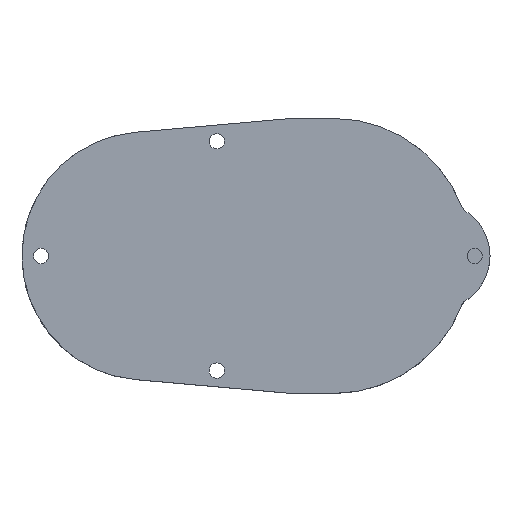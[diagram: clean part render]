
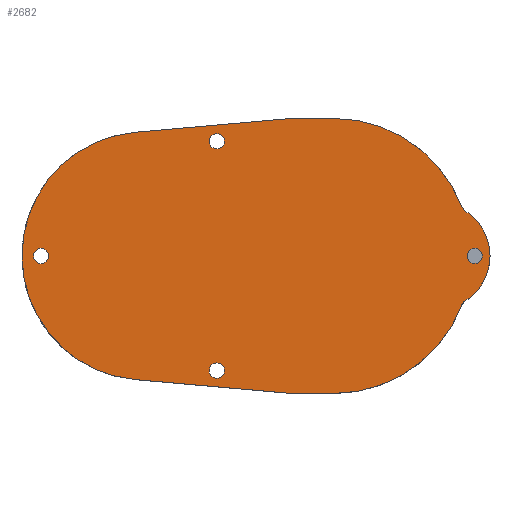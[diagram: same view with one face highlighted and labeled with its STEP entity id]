
A CAD part, top view. The second image highlights one B-rep face of the part: STEP entity #2682.
In plain terms, the highlighted planar face has unit normal (0, 0, 1).
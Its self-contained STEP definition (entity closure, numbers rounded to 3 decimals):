
#2158=CARTESIAN_POINT('',(0.,-36.,7.));
#2159=VERTEX_POINT('',#2158);
#2166=CARTESIAN_POINT('',(-11.,-36.,7.));
#2167=VERTEX_POINT('',#2166);
#2168=CARTESIAN_POINT('',(0.,-36.,7.));
#2169=DIRECTION('',(-1.,0.,0.));
#2170=VECTOR('',#2169,11.);
#2171=LINE('',#2168,#2170);
#2172=EDGE_CURVE('',#2159,#2167,#2171,.T.);
#2197=CARTESIAN_POINT('',(33.632,-12.842,7.));
#2198=VERTEX_POINT('',#2197);
#2205=CARTESIAN_POINT('',(0.,0.,7.));
#2206=DIRECTION('',(0.,0.,1.));
#2207=DIRECTION('',(1.,0.,-0.));
#2208=AXIS2_PLACEMENT_3D('',#2205,#2206,#2207);
#2209=CIRCLE('',#2208,36.);
#2210=EDGE_CURVE('',#2159,#2198,#2209,.T.);
#2232=CARTESIAN_POINT('',(34.438,11.861,7.));
#2233=VERTEX_POINT('',#2232);
#2240=CARTESIAN_POINT('',(34.438,-11.861,7.));
#2241=VERTEX_POINT('',#2240);
#2242=CARTESIAN_POINT('',(27.,0.,7.));
#2243=DIRECTION('',(0.,0.,1.));
#2244=DIRECTION('',(1.,0.,-0.));
#2245=AXIS2_PLACEMENT_3D('',#2242,#2243,#2244);
#2246=CIRCLE('',#2245,14.);
#2247=EDGE_CURVE('',#2241,#2233,#2246,.T.);
#2263=CARTESIAN_POINT('',(33.632,12.842,7.));
#2264=VERTEX_POINT('',#2263);
#2265=CARTESIAN_POINT('',(0.,36.,7.));
#2266=VERTEX_POINT('',#2265);
#2267=CARTESIAN_POINT('',(0.,0.,7.));
#2268=DIRECTION('',(0.,0.,1.));
#2269=DIRECTION('',(1.,0.,-0.));
#2270=AXIS2_PLACEMENT_3D('',#2267,#2268,#2269);
#2271=CIRCLE('',#2270,36.);
#2272=EDGE_CURVE('',#2264,#2266,#2271,.T.);
#2313=CARTESIAN_POINT('',(-11.,36.,7.));
#2314=VERTEX_POINT('',#2313);
#2321=CARTESIAN_POINT('',(0.,36.,7.));
#2322=DIRECTION('',(-1.,0.,0.));
#2323=VECTOR('',#2322,11.);
#2324=LINE('',#2321,#2323);
#2325=EDGE_CURVE('',#2266,#2314,#2324,.T.);
#2344=CARTESIAN_POINT('',(-51.873,32.373,7.));
#2345=VERTEX_POINT('',#2344);
#2352=CARTESIAN_POINT('',(-11.,36.,7.));
#2353=DIRECTION('',(-0.996,-0.088,0.));
#2354=VECTOR('',#2353,41.034);
#2355=LINE('',#2352,#2354);
#2356=EDGE_CURVE('',#2314,#2345,#2355,.T.);
#2369=CARTESIAN_POINT('',(-81.5,-0.,7.));
#2370=VERTEX_POINT('',#2369);
#2377=CARTESIAN_POINT('',(-49.,-0.,7.));
#2378=DIRECTION('',(0.,0.,1.));
#2379=DIRECTION('',(1.,0.,-0.));
#2380=AXIS2_PLACEMENT_3D('',#2377,#2378,#2379);
#2381=CIRCLE('',#2380,32.5);
#2382=EDGE_CURVE('',#2345,#2370,#2381,.T.);
#2402=CARTESIAN_POINT('',(35.,0.,7.));
#2403=VERTEX_POINT('',#2402);
#2427=CARTESIAN_POINT('',(39.,0.,7.));
#2428=VERTEX_POINT('',#2427);
#2429=CARTESIAN_POINT('',(37.,0.,7.));
#2430=DIRECTION('',(0.,0.,1.));
#2431=DIRECTION('',(1.,0.,-0.));
#2432=AXIS2_PLACEMENT_3D('',#2429,#2430,#2431);
#2433=CIRCLE('',#2432,2.);
#2434=EDGE_CURVE('',#2403,#2428,#2433,.T.);
#2436=CARTESIAN_POINT('',(37.,0.,7.));
#2437=DIRECTION('',(0.,0.,1.));
#2438=DIRECTION('',(1.,0.,-0.));
#2439=AXIS2_PLACEMENT_3D('',#2436,#2437,#2438);
#2440=CIRCLE('',#2439,2.);
#2441=EDGE_CURVE('',#2428,#2403,#2440,.T.);
#2453=CARTESIAN_POINT('',(-32.5,30.,7.));
#2454=VERTEX_POINT('',#2453);
#2478=CARTESIAN_POINT('',(-28.5,30.,7.));
#2479=VERTEX_POINT('',#2478);
#2480=CARTESIAN_POINT('',(-30.5,30.,7.));
#2481=DIRECTION('',(0.,0.,1.));
#2482=DIRECTION('',(1.,0.,-0.));
#2483=AXIS2_PLACEMENT_3D('',#2480,#2481,#2482);
#2484=CIRCLE('',#2483,2.);
#2485=EDGE_CURVE('',#2454,#2479,#2484,.T.);
#2487=CARTESIAN_POINT('',(-30.5,30.,7.));
#2488=DIRECTION('',(0.,0.,1.));
#2489=DIRECTION('',(1.,0.,-0.));
#2490=AXIS2_PLACEMENT_3D('',#2487,#2488,#2489);
#2491=CIRCLE('',#2490,2.);
#2492=EDGE_CURVE('',#2479,#2454,#2491,.T.);
#2504=CARTESIAN_POINT('',(-32.5,-30.,7.));
#2505=VERTEX_POINT('',#2504);
#2529=CARTESIAN_POINT('',(-28.5,-30.,7.));
#2530=VERTEX_POINT('',#2529);
#2531=CARTESIAN_POINT('',(-30.5,-30.,7.));
#2532=DIRECTION('',(0.,0.,1.));
#2533=DIRECTION('',(1.,0.,-0.));
#2534=AXIS2_PLACEMENT_3D('',#2531,#2532,#2533);
#2535=CIRCLE('',#2534,2.);
#2536=EDGE_CURVE('',#2505,#2530,#2535,.T.);
#2538=CARTESIAN_POINT('',(-30.5,-30.,7.));
#2539=DIRECTION('',(0.,0.,1.));
#2540=DIRECTION('',(1.,0.,-0.));
#2541=AXIS2_PLACEMENT_3D('',#2538,#2539,#2540);
#2542=CIRCLE('',#2541,2.);
#2543=EDGE_CURVE('',#2530,#2505,#2542,.T.);
#2562=CARTESIAN_POINT('',(-51.873,-32.373,7.));
#2563=VERTEX_POINT('',#2562);
#2564=CARTESIAN_POINT('',(-11.,-36.,7.));
#2565=DIRECTION('',(-0.996,0.088,0.));
#2566=VECTOR('',#2565,41.034);
#2567=LINE('',#2564,#2566);
#2568=EDGE_CURVE('',#2167,#2563,#2567,.T.);
#2586=CARTESIAN_POINT('',(-78.5,0.,7.));
#2587=VERTEX_POINT('',#2586);
#2611=CARTESIAN_POINT('',(-74.5,0.,7.));
#2612=VERTEX_POINT('',#2611);
#2613=CARTESIAN_POINT('',(-76.5,0.,7.));
#2614=DIRECTION('',(0.,0.,1.));
#2615=DIRECTION('',(1.,0.,-0.));
#2616=AXIS2_PLACEMENT_3D('',#2613,#2614,#2615);
#2617=CIRCLE('',#2616,2.);
#2618=EDGE_CURVE('',#2587,#2612,#2617,.T.);
#2620=CARTESIAN_POINT('',(-76.5,0.,7.));
#2621=DIRECTION('',(0.,0.,1.));
#2622=DIRECTION('',(1.,0.,-0.));
#2623=AXIS2_PLACEMENT_3D('',#2620,#2621,#2622);
#2624=CIRCLE('',#2623,2.);
#2625=EDGE_CURVE('',#2612,#2587,#2624,.T.);
#2630=CARTESIAN_POINT('',(0.,0.,7.));
#2631=DIRECTION('',(0.,0.,1.));
#2632=DIRECTION('',(1.,0.,0.));
#2633=AXIS2_PLACEMENT_3D('',#2630,#2631,#2632);
#2634=PLANE('',#2633);
#2635=ORIENTED_EDGE('',*,*,#2172,.F.);
#2636=ORIENTED_EDGE('',*,*,#2210,.T.);
#2637=CARTESIAN_POINT('',(35.5,-13.555,7.));
#2638=DIRECTION('',(-0.,-0.,-1.));
#2639=DIRECTION('',(1.,0.,-0.));
#2640=AXIS2_PLACEMENT_3D('',#2637,#2638,#2639);
#2641=CIRCLE('',#2640,2.);
#2642=EDGE_CURVE('',#2198,#2241,#2641,.T.);
#2643=ORIENTED_EDGE('',*,*,#2642,.T.);
#2644=ORIENTED_EDGE('',*,*,#2247,.T.);
#2645=CARTESIAN_POINT('',(35.5,13.555,7.));
#2646=DIRECTION('',(-0.,-0.,-1.));
#2647=DIRECTION('',(1.,0.,-0.));
#2648=AXIS2_PLACEMENT_3D('',#2645,#2646,#2647);
#2649=CIRCLE('',#2648,2.);
#2650=EDGE_CURVE('',#2233,#2264,#2649,.T.);
#2651=ORIENTED_EDGE('',*,*,#2650,.T.);
#2652=ORIENTED_EDGE('',*,*,#2272,.T.);
#2653=ORIENTED_EDGE('',*,*,#2325,.T.);
#2654=ORIENTED_EDGE('',*,*,#2356,.T.);
#2655=ORIENTED_EDGE('',*,*,#2382,.T.);
#2656=CARTESIAN_POINT('',(-49.,-0.,7.));
#2657=DIRECTION('',(0.,0.,1.));
#2658=DIRECTION('',(1.,0.,-0.));
#2659=AXIS2_PLACEMENT_3D('',#2656,#2657,#2658);
#2660=CIRCLE('',#2659,32.5);
#2661=EDGE_CURVE('',#2370,#2563,#2660,.T.);
#2662=ORIENTED_EDGE('',*,*,#2661,.T.);
#2663=ORIENTED_EDGE('',*,*,#2568,.F.);
#2664=EDGE_LOOP('',(#2635,#2636,#2643,#2644,#2651,#2652,#2653,#2654,#2655,#2662,#2663));
#2665=FACE_BOUND('',#2664,.T.);
#2666=ORIENTED_EDGE('',*,*,#2536,.F.);
#2667=ORIENTED_EDGE('',*,*,#2543,.F.);
#2668=EDGE_LOOP('',(#2666,#2667));
#2669=FACE_BOUND('',#2668,.T.);
#2670=ORIENTED_EDGE('',*,*,#2485,.F.);
#2671=ORIENTED_EDGE('',*,*,#2492,.F.);
#2672=EDGE_LOOP('',(#2670,#2671));
#2673=FACE_BOUND('',#2672,.T.);
#2674=ORIENTED_EDGE('',*,*,#2434,.F.);
#2675=ORIENTED_EDGE('',*,*,#2441,.F.);
#2676=EDGE_LOOP('',(#2674,#2675));
#2677=FACE_BOUND('',#2676,.T.);
#2678=ORIENTED_EDGE('',*,*,#2618,.F.);
#2679=ORIENTED_EDGE('',*,*,#2625,.F.);
#2680=EDGE_LOOP('',(#2678,#2679));
#2681=FACE_BOUND('',#2680,.T.);
#2682=ADVANCED_FACE('',(#2665,#2669,#2673,#2677,#2681),#2634,.T.);
